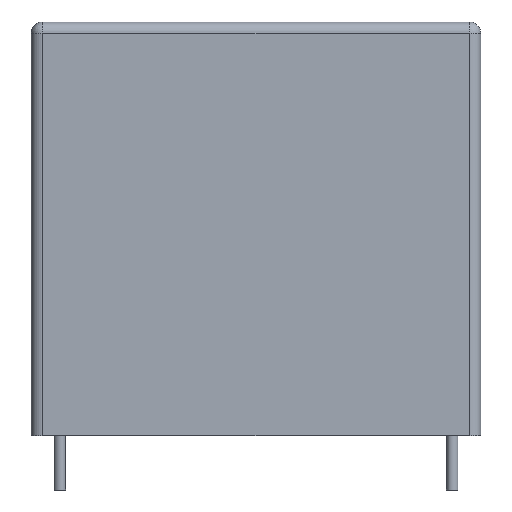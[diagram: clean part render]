
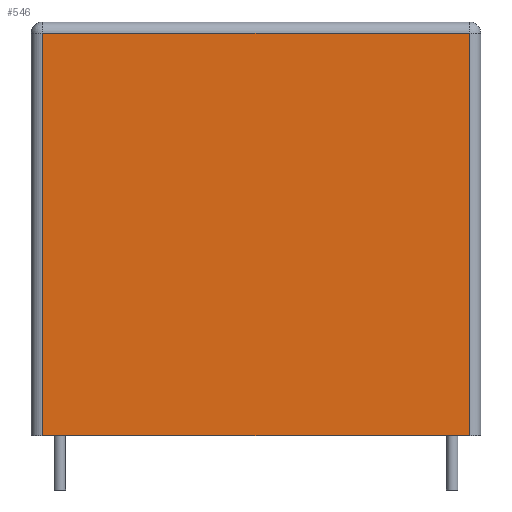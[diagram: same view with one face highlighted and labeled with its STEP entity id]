
A CAD part, front view. The second image highlights one B-rep face of the part: STEP entity #546.
In plain terms, the highlighted planar face has unit normal (0, -1, 0).
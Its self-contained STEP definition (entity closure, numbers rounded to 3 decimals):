
#114=CARTESIAN_POINT('',(14.95,-8.5,28.2));
#115=VERTEX_POINT('',#114);
#184=CARTESIAN_POINT('',(-14.95,-8.5,28.2));
#185=VERTEX_POINT('',#184);
#333=CARTESIAN_POINT('',(-14.95,-8.5,0.0));
#334=VERTEX_POINT('',#333);
#342=CARTESIAN_POINT('',(-14.95,-8.5,0.0));
#343=DIRECTION('',(0.0,0.0,1.0));
#344=VECTOR('',#343,28.2);
#345=LINE('',#342,#344);
#346=EDGE_CURVE('',#334,#185,#345,.T.);
#364=CARTESIAN_POINT('',(-14.95,-8.5,28.2));
#365=DIRECTION('',(1.0,0.0,0.0));
#366=VECTOR('',#365,29.9);
#367=LINE('',#364,#366);
#368=EDGE_CURVE('',#185,#115,#367,.T.);
#440=CARTESIAN_POINT('',(14.95,-8.5,0.0));
#441=VERTEX_POINT('',#440);
#458=CARTESIAN_POINT('',(14.95,-8.5,28.2));
#459=DIRECTION('',(0.0,0.0,-1.0));
#460=VECTOR('',#459,28.2);
#461=LINE('',#458,#460);
#462=EDGE_CURVE('',#115,#441,#461,.T.);
#530=CARTESIAN_POINT('',(15.75,-8.5,0.0));
#531=DIRECTION('',(0.0,-1.0,0.0));
#532=DIRECTION('',(0.0,0.0,-1.0));
#533=AXIS2_PLACEMENT_3D('',#530,#531,#532);
#534=PLANE('',#533);
#535=ORIENTED_EDGE('',*,*,#346,.F.);
#536=CARTESIAN_POINT('',(14.95,-8.5,0.0));
#537=DIRECTION('',(-1.0,0.0,0.0));
#538=VECTOR('',#537,29.9);
#539=LINE('',#536,#538);
#540=EDGE_CURVE('',#441,#334,#539,.T.);
#541=ORIENTED_EDGE('',*,*,#540,.F.);
#542=ORIENTED_EDGE('',*,*,#462,.F.);
#543=ORIENTED_EDGE('',*,*,#368,.F.);
#544=EDGE_LOOP('',(#535,#541,#542,#543));
#545=FACE_OUTER_BOUND('',#544,.T.);
#546=ADVANCED_FACE('',(#545),#534,.T.);
